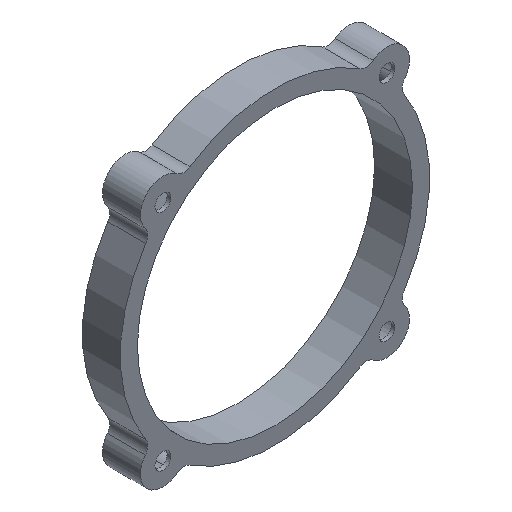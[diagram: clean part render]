
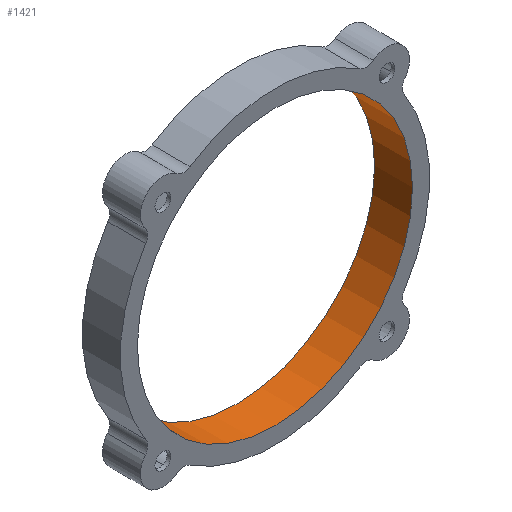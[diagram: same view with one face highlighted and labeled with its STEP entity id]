
A CAD part, isometric view. The second image highlights one B-rep face of the part: STEP entity #1421.
In plain terms, the highlighted cylindrical face has radius 36.3 mm (diameter 72.6 mm), a full revolution.
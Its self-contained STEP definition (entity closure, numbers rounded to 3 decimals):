
#380 = EDGE_CURVE('',#381,#381,#383,.T.);
#381 = VERTEX_POINT('',#382);
#382 = CARTESIAN_POINT('',(36.3,-3.,0.));
#383 = CIRCLE('',#384,36.3);
#384 = AXIS2_PLACEMENT_3D('',#385,#386,#387);
#385 = CARTESIAN_POINT('',(0.,-3.,0.));
#386 = DIRECTION('',(0.,-1.,0.));
#387 = DIRECTION('',(1.,0.,0.));
#1421 = ADVANCED_FACE('',(#1422),#1441,.F.);
#1422 = FACE_BOUND('',#1423,.F.);
#1423 = EDGE_LOOP('',(#1424,#1432,#1439,#1440));
#1424 = ORIENTED_EDGE('',*,*,#1425,.T.);
#1425 = EDGE_CURVE('',#381,#1426,#1428,.T.);
#1426 = VERTEX_POINT('',#1427);
#1427 = CARTESIAN_POINT('',(36.3,7.,0.));
#1428 = LINE('',#1429,#1430);
#1429 = CARTESIAN_POINT('',(36.3,-3.,0.));
#1430 = VECTOR('',#1431,1.);
#1431 = DIRECTION('',(0.,1.,0.));
#1432 = ORIENTED_EDGE('',*,*,#1433,.T.);
#1433 = EDGE_CURVE('',#1426,#1426,#1434,.T.);
#1434 = CIRCLE('',#1435,36.3);
#1435 = AXIS2_PLACEMENT_3D('',#1436,#1437,#1438);
#1436 = CARTESIAN_POINT('',(0.,7.,0.));
#1437 = DIRECTION('',(0.,-1.,0.));
#1438 = DIRECTION('',(1.,0.,0.));
#1439 = ORIENTED_EDGE('',*,*,#1425,.F.);
#1440 = ORIENTED_EDGE('',*,*,#380,.F.);
#1441 = CYLINDRICAL_SURFACE('',#1442,36.3);
#1442 = AXIS2_PLACEMENT_3D('',#1443,#1444,#1445);
#1443 = CARTESIAN_POINT('',(0.,-3.,0.));
#1444 = DIRECTION('',(0.,-1.,0.));
#1445 = DIRECTION('',(1.,0.,0.));
